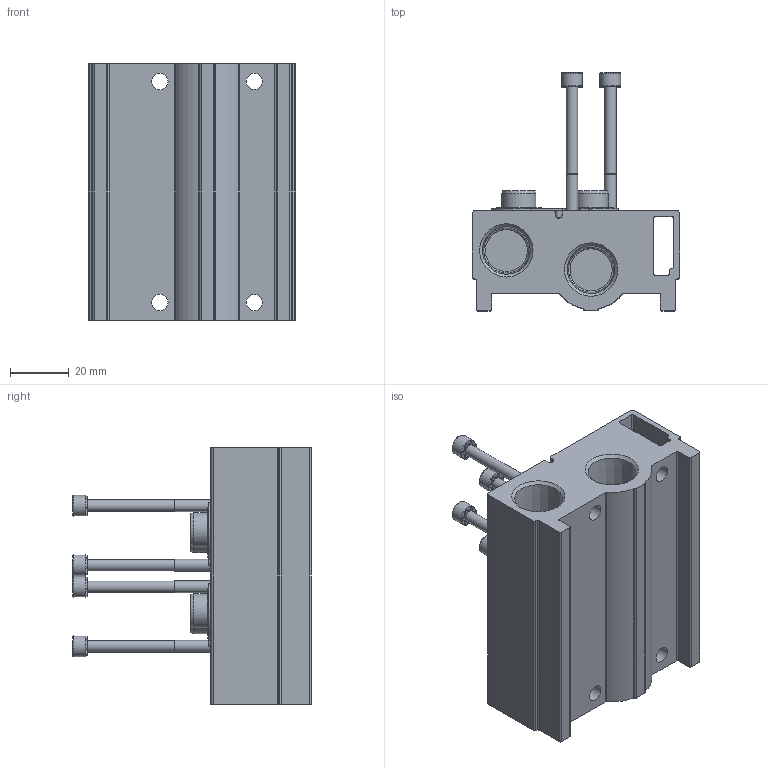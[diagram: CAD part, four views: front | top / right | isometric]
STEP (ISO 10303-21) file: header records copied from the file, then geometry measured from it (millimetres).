
FILE_DESCRIPTION(/* description */ ('STEP AP214'),/* implementation_level */ '2;1');
FILE_NAME(/* name */ '8026306_VABM-B10-25S-N38-2-P3',/* time_stamp */ '2024-09-15T22:32:30+02:00',/* author */ ('License CC BY-ND 4.0'),/* organization */ ('CADENAS'),/* preprocessor_version */ 'ST-DEVELOPER v19.3',/* originating_system */ 'PARTsolutions',/* authorisation */ ' ');
FILE_SCHEMA (('AUTOMOTIVE_DESIGN {1 0 10303 214 3 1 1}'));
Length unit declared in the file: millimetre
Products named in the file (5): 8026306 VABM-B10-25S-N38-2-P3; 8026306 VABM-B10-25S-N38-2-P3---(M); 1841565 VUVS-G14-2---(S); 2833735 F-M4x50-10.9; 174169 B-3/8-NPT---(Plug)
Assembly tree (9 placements, depth 2):
  8026306 VABM-B10-25S-N38-2-P3
    8026306 VABM-B10-25S-N38-2-P3---(M)
    1841565 VUVS-G14-2---(S)  x2
    2833735 F-M4x50-10.9  x4
    174169 B-3/8-NPT---(Plug)  x2
Bounding box: 70.25 x 80.8 x 87 mm (x, y, z)
Volume: 144279.7 mm3; surface area: 48109 mm2
Topology: 9 solids, 9 shells, 420 faces, 1055 edges, 675 vertices
Faces by surface type: plane 208, cylinder 128, cone 72, torus 12
Full cylindrical faces by diameter (mm): 3.242 x5, 3.5 x1, 3.9 x4, 4 x4, 5.5 x4, 7 x8, 7.938 x2, 8.6 x4, 11.6 x4, 14.3 x2, 14.6 x4
Entity records: 7157 total; most frequent: CARTESIAN_POINT 1289, DIRECTION 1248, ORIENTED_EDGE 1054, EDGE_CURVE 527, AXIS2_PLACEMENT_3D 483, VERTEX_POINT 384, FACE_BOUND 363, EDGE_LOOP 356
